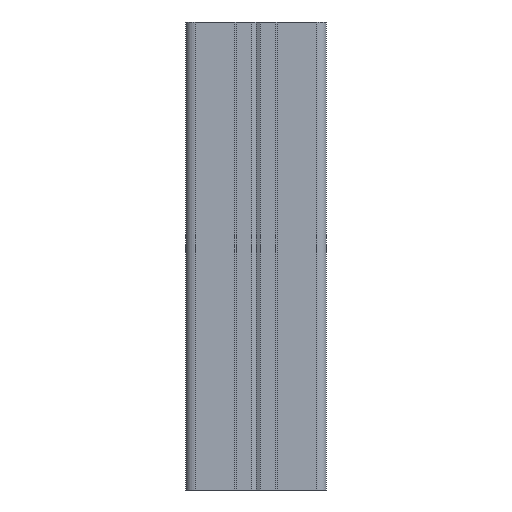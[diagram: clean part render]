
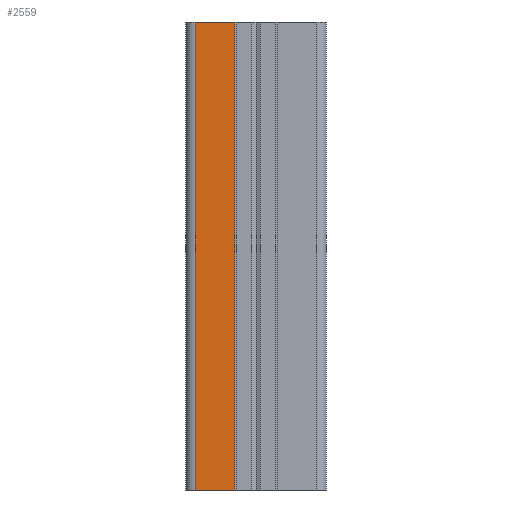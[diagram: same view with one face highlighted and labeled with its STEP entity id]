
A CAD part, front view. The second image highlights one B-rep face of the part: STEP entity #2559.
In plain terms, the highlighted planar face has unit normal (0, -1, 0).
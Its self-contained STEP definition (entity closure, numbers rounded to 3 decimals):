
#203=FACE_OUTER_BOUND('',#339,.T.);
#339=EDGE_LOOP('',(#2239,#2240,#2241,#2242));
#454=LINE('',#3653,#770);
#551=LINE('',#3894,#867);
#658=LINE('',#4157,#974);
#661=LINE('',#4165,#977);
#770=VECTOR('',#2908,10.);
#867=VECTOR('',#3097,10.);
#974=VECTOR('',#3374,10.);
#977=VECTOR('',#3387,10.);
#1080=VERTEX_POINT('',#3650);
#1081=VERTEX_POINT('',#3652);
#1178=VERTEX_POINT('',#3891);
#1179=VERTEX_POINT('',#3893);
#1337=EDGE_CURVE('',#1081,#1080,#454,.F.);
#1460=EDGE_CURVE('',#1178,#1179,#551,.T.);
#1594=EDGE_CURVE('',#1178,#1081,#658,.T.);
#1597=EDGE_CURVE('',#1179,#1080,#661,.T.);
#2239=ORIENTED_EDGE('',*,*,#1594,.T.);
#2240=ORIENTED_EDGE('',*,*,#1337,.T.);
#2241=ORIENTED_EDGE('',*,*,#1597,.F.);
#2242=ORIENTED_EDGE('',*,*,#1460,.F.);
#2445=PLANE('',#2761);
#2559=ADVANCED_FACE('',(#203),#2445,.T.);
#2761=AXIS2_PLACEMENT_3D('',#4164,#3385,#3386);
#2908=DIRECTION('',(1.,0.,0.));
#3097=DIRECTION('',(-1.,0.,0.));
#3374=DIRECTION('',(0.,0.,1.));
#3385=DIRECTION('center_axis',(0.,-1.,0.));
#3386=DIRECTION('ref_axis',(1.,0.,0.));
#3387=DIRECTION('',(0.,0.,1.));
#3650=CARTESIAN_POINT('',(-13.,-15.,1090.));
#3652=CARTESIAN_POINT('',(-4.5,-15.,1090.));
#3653=CARTESIAN_POINT('',(-6.5,-15.,1090.));
#3891=CARTESIAN_POINT('',(-4.5,-15.,990.));
#3893=CARTESIAN_POINT('',(-13.,-15.,990.));
#3894=CARTESIAN_POINT('',(-6.5,-15.,990.));
#4157=CARTESIAN_POINT('',(-4.5,-15.,0.));
#4164=CARTESIAN_POINT('Origin',(-13.,-15.,0.));
#4165=CARTESIAN_POINT('',(-13.,-15.,0.));
